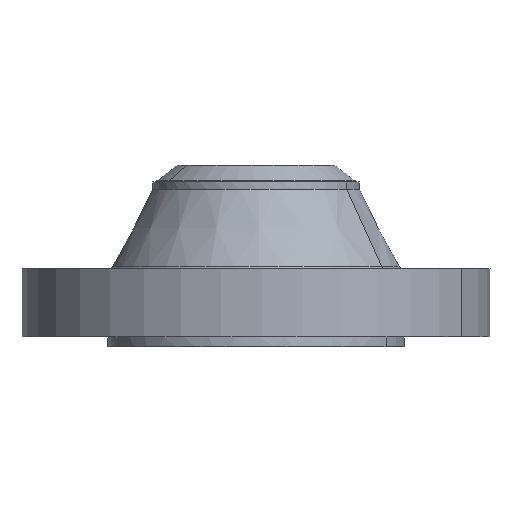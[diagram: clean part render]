
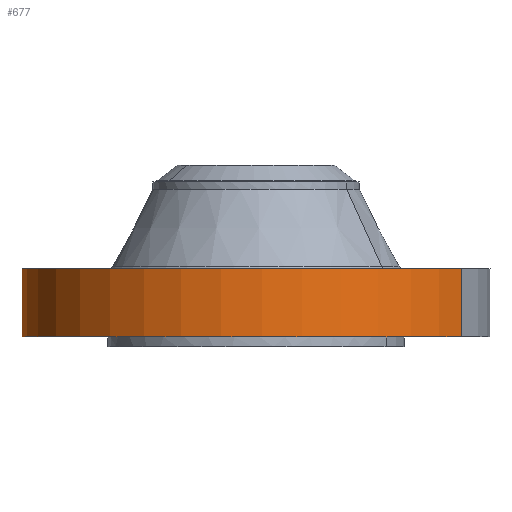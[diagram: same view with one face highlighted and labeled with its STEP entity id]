
A CAD part, left-side view. The second image highlights one B-rep face of the part: STEP entity #677.
In plain terms, the highlighted cylindrical face has radius 190.5 mm (diameter 381 mm), a partial arc.
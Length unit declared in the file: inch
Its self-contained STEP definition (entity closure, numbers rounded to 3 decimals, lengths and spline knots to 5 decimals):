
#143=AXIS2_PLACEMENT_3D('Circle Axis2P3D',#141,#142,$) ;
#403=AXIS2_PLACEMENT_3D('Circle Axis2P3D',#401,#402,$) ;
#659=AXIS2_PLACEMENT_3D('Cylinder Axis2P3D',#656,#657,#658) ;
#141=CARTESIAN_POINT('Axis2P3D Location',(0.,0.,0.)) ;
#145=CARTESIAN_POINT('Vertex',(-3.59569,-6.58187,0.)) ;
#147=CARTESIAN_POINT('Vertex',(3.59569,6.58187,0.)) ;
#396=CARTESIAN_POINT('Vertex',(3.59569,6.58187,2.19)) ;
#398=CARTESIAN_POINT('Vertex',(-3.59569,-6.58187,2.19)) ;
#401=CARTESIAN_POINT('Axis2P3D Location',(0.,0.,2.19)) ;
#656=CARTESIAN_POINT('Axis2P3D Location',(0.,0.,2.59375)) ;
#661=CARTESIAN_POINT('Line Origine',(-3.59569,-6.58187,1.095)) ;
#666=CARTESIAN_POINT('Line Origine',(3.59569,6.58187,1.095)) ;
#142=DIRECTION('Axis2P3D Direction',(0.,0.,-0.039)) ;
#402=DIRECTION('Axis2P3D Direction',(0.,0.,-0.039)) ;
#657=DIRECTION('Axis2P3D Direction',(0.,0.,-0.039)) ;
#658=DIRECTION('Axis2P3D XDirection',(-0.019,-0.035,0.)) ;
#662=DIRECTION('Vector Direction',(0.,0.,-0.039)) ;
#667=DIRECTION('Vector Direction',(0.,0.,-0.039)) ;
#663=VECTOR('Line Direction',#662,0.03937) ;
#668=VECTOR('Line Direction',#667,0.03937) ;
#672=ORIENTED_EDGE('',*,*,#149,.F.) ;
#673=ORIENTED_EDGE('',*,*,#665,.T.) ;
#674=ORIENTED_EDGE('',*,*,#405,.T.) ;
#675=ORIENTED_EDGE('',*,*,#670,.F.) ;
#677=ADVANCED_FACE('PartBody',(#676),#660,.T.) ;
#144=CIRCLE('generated circle',#143,7.5) ;
#404=CIRCLE('generated circle',#403,7.5) ;
#660=CYLINDRICAL_SURFACE('generated cylinder',#659,7.5) ;
#149=EDGE_CURVE('',#146,#148,#144,.T.) ;
#405=EDGE_CURVE('',#399,#397,#404,.T.) ;
#665=EDGE_CURVE('',#146,#399,#664,.F.) ;
#670=EDGE_CURVE('',#148,#397,#669,.F.) ;
#671=EDGE_LOOP('',(#672,#673,#674,#675)) ;
#676=FACE_OUTER_BOUND('',#671,.T.) ;
#664=LINE('Line',#661,#663) ;
#669=LINE('Line',#666,#668) ;
#146=VERTEX_POINT('',#145) ;
#148=VERTEX_POINT('',#147) ;
#397=VERTEX_POINT('',#396) ;
#399=VERTEX_POINT('',#398) ;
